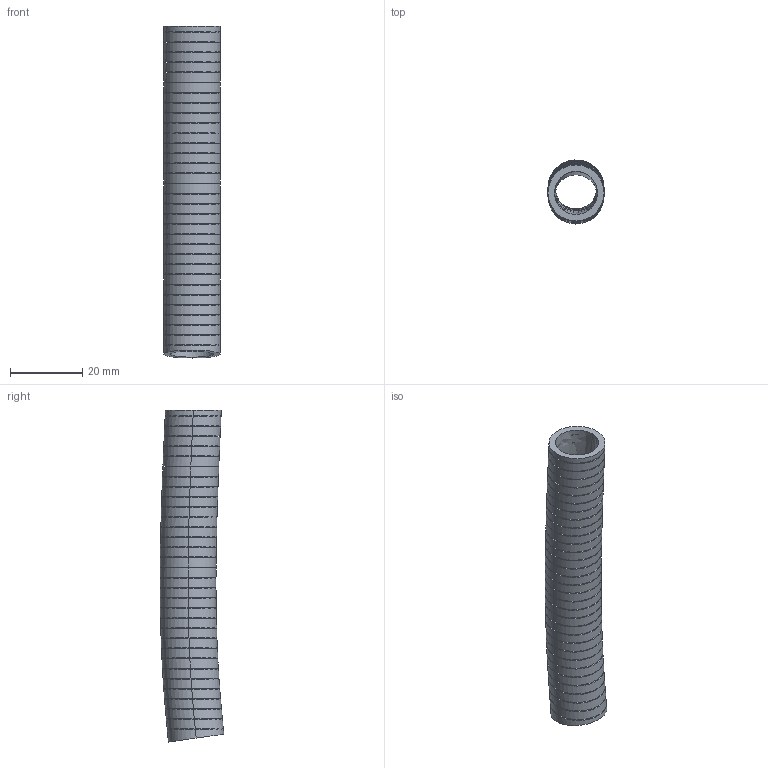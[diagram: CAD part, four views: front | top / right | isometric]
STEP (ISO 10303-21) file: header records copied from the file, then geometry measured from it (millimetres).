
FILE_DESCRIPTION (( 'STEP AP214' ), '1' );
FILE_NAME ('SM-1013-HY.STEP', '2007-12-08T04:51:58', ( '*' ), ( '' ), 'SwSTEP 2.0', 'SolidWorks 2007', '' );
FILE_SCHEMA (( 'AUTOMOTIVE_DESIGN' ));
Length unit declared in the file: inch
Products named in the file (1): SM-1013-HY
Bounding box: 15.49 x 17.62 x 91.77 mm (x, y, z)
Volume: 6420.4 mm3; surface area: 12050.7 mm2
Topology: 1 solids, 1 shells, 198 faces, 396 edges, 264 vertices
Faces by surface type: bspline 68, plane 66, cylinder 64
Entity records: 15611 total; most frequent: CARTESIAN_POINT 9373, ORIENTED_EDGE 792, DIRECTION 598, EDGE_CURVE 396, AXIS2_PLACEMENT_3D 267, EDGE_LOOP 264, VERTEX_POINT 264, UNCERTAINTY_MEASURE_WITH_UNIT 200
